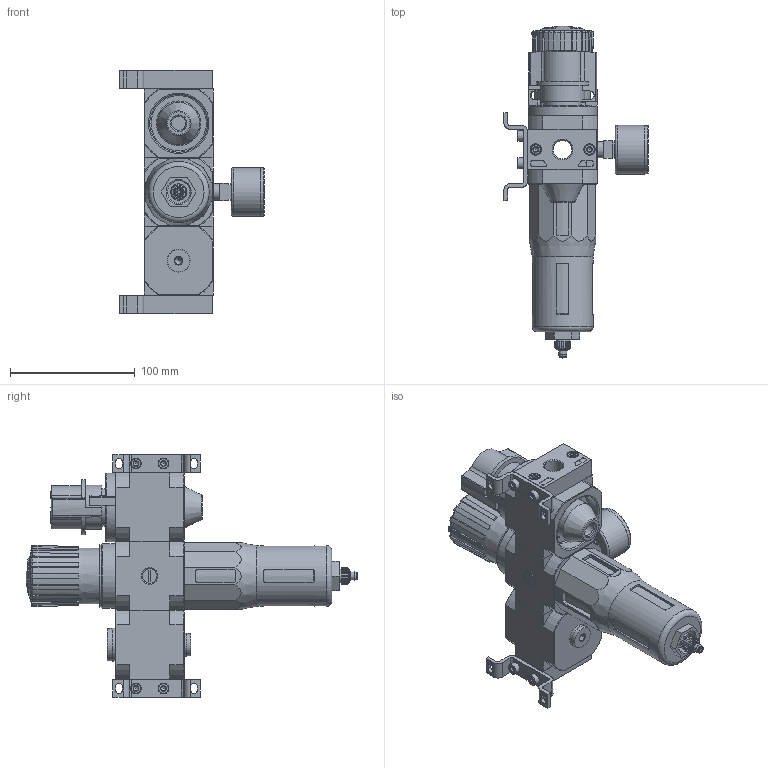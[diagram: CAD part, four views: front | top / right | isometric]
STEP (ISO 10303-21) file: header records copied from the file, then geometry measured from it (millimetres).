
FILE_DESCRIPTION(/* description */ ('STEP AP214'),/* implementation_level */ '2;1');
FILE_NAME(/* name */ '185725_LFR-3_8-D-MIDI-KB',/* time_stamp */ '2024-09-04T16:22:51+02:00',/* author */ ('License CC BY-ND 4.0'),/* organization */ ('CADENAS'),/* preprocessor_version */ 'ST-DEVELOPER v19.3',/* originating_system */ 'PARTsolutions',/* authorisation */ ' ');
FILE_SCHEMA (('AP203_CONFIGURATION_CONTROLLED_3D_DESIGN_OF_MECHANICAL_PARTS_AND_ASSEMBLIES_MIM_LF { 1 0 10303 203 3 1 4 }','AUTOMOTIVE_DESIGN {1 0 10303 214 3 1 1}'));
Length unit declared in the file: millimetre
Products named in the file (17): 185725 LFR-3/8-D-MIDI-KB; 380297 PBL-3/8-D-MIDI-L---(1) p1; DIN-912 - M5x18(F); 159593 HFOE-D-MIDI/MAXI-P1; DIN-912 - M5x10(F); 380299 PBL-3/8-D-MIDI-R---(0) p1; 360721 HE-MIDI; 351358 FRB-D-MIDI; 120518 LFR-D-MIDI--(0); 8003639 PAGN-40-16-G14; 373846 LR-MIDI; 648415 LF; 724702 FRM-...-D-MIDI; DIN-908 G1/2A; 531774 OK-1/2; DIN-908 G1/4A; 531772 OK-1/4
Assembly tree (26 placements, depth 2):
  185725 LFR-3/8-D-MIDI-KB
    380297 PBL-3/8-D-MIDI-L---(1) p1
    DIN-912 - M5x18(F)  x4
    159593 HFOE-D-MIDI/MAXI-P1  x2
    DIN-912 - M5x10(F)  x4
    380299 PBL-3/8-D-MIDI-R---(0) p1
    360721 HE-MIDI
    351358 FRB-D-MIDI  x4
    120518 LFR-D-MIDI--(0)
    8003639 PAGN-40-16-G14
    373846 LR-MIDI
    648415 LF
    724702 FRM-...-D-MIDI
    DIN-908 G1/2A
    531774 OK-1/2
    DIN-908 G1/4A
    531772 OK-1/4
Bounding box: 115.35 x 265.7 x 195 mm (x, y, z)
Volume: 938543.7 mm3; surface area: 163880.3 mm2
Topology: 26 solids, 27 shells, 1215 faces, 2916 edges, 1834 vertices
Faces by surface type: plane 645, cylinder 263, cone 225, torus 68, sphere 14
Full cylindrical faces by diameter (mm): 3 x1, 3.7 x4, 4.134 x12, 5 x12, 5.3 x4, 5.6 x1, 6.3 x1, 6.4 x1, 6.8 x1, 7 x4, 7.1 x1, 7.9 x1, 8 x4, 8.2 x4, 8.5 x8, 8.7 x1, 9 x1, 9.6 x1, 11 x1, 11.2 x2, 11.445 x4, 12.4 x1, 12.6 x1, 13.157 x3, 13.3 x2, 14.95 x2, 15.6 x1, 16 x1, 18 x2, 18.3 x1
Entity records: 33272 total; most frequent: CARTESIAN_POINT 6044, DIRECTION 4745, ORIENTED_EDGE 4418, EDGE_CURVE 2209, AXIS2_PLACEMENT_3D 1869, VERTEX_POINT 1535, FACE_BOUND 1298, EDGE_LOOP 1289
